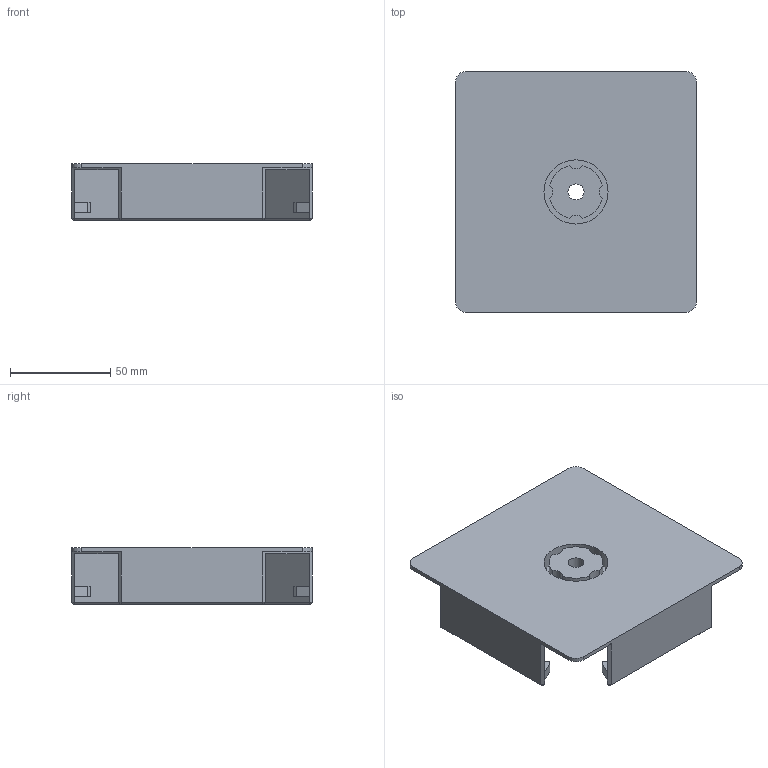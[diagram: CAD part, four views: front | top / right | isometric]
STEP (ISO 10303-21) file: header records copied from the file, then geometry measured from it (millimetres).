
FILE_DESCRIPTION(('FreeCAD Model'),'2;1');
FILE_NAME('Open CASCADE Shape Model','2020-12-30T14:49:13',('Author'),( ''),'Open CASCADE STEP processor 7.4','FreeCAD','Unknown');
FILE_SCHEMA(('AUTOMOTIVE_DESIGN { 1 0 10303 214 1 1 1 1 }'));
Length unit declared in the file: millimetre
Products named in the file (1): Body
Bounding box: 120 x 120 x 28 mm (x, y, z)
Volume: 223174.3 mm3; surface area: 52431.4 mm2
Topology: 1 solids, 1 shells, 113 faces, 283 edges, 175 vertices
Faces by surface type: plane 97, cylinder 15, cone 1
Full cylindrical faces by diameter (mm): 8 x1, 32 x1, 33 x1
Entity records: 7027 total; most frequent: CARTESIAN_POINT 1222, DIRECTION 1094, LINE 788, VECTOR 788, ORIENTED_EDGE 566, PCURVE 566, DEFINITIONAL_REPRESENTATION 566, EDGE_CURVE 283
